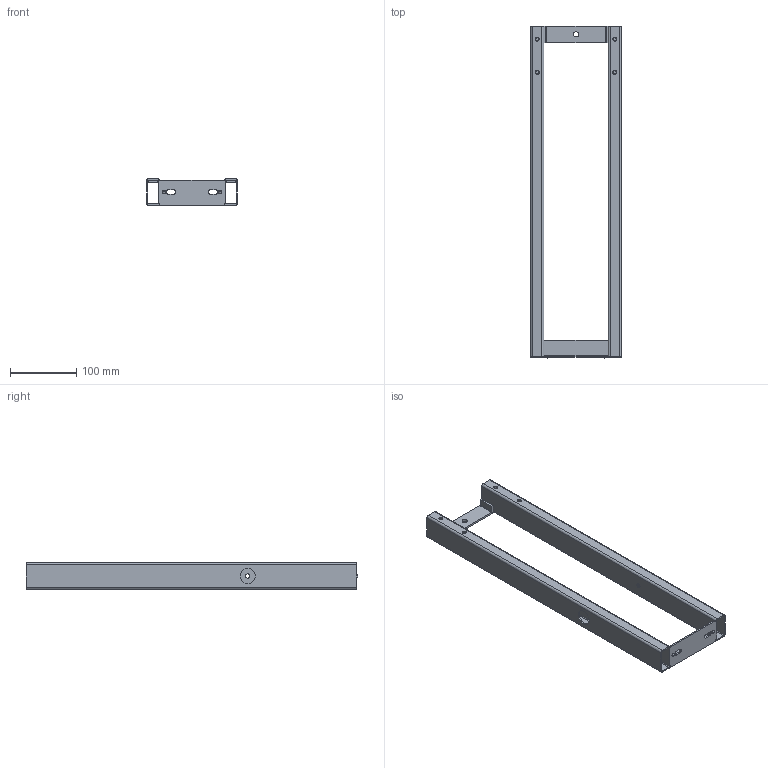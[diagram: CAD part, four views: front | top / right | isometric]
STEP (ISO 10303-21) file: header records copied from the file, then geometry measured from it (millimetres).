
FILE_DESCRIPTION((''),'2;1');
FILE_NAME('JC35TS-0434','2021-01-04T14:21:42',('Administrator'),('捷昌驱动'),'CREO PARAMETRIC BY PTC INC, 2018100','CREO PARAMETRIC BY PTC INC, 2018100','');
FILE_SCHEMA(('CONFIG_CONTROL_DESIGN'));
Length unit declared in the file: millimetre
Products named in the file (1): JC35TS-0434
Bounding box: 137 x 501.5 x 40 mm (x, y, z)
Volume: 241714.7 mm3; surface area: 235384.9 mm2
Topology: 1 solids, 5 shells, 108 faces, 317 edges, 209 vertices
Faces by surface type: cylinder 50, plane 50, sphere 8
Entity records: 3746 total; most frequent: CARTESIAN_POINT 727, DIRECTION 631, ORIENTED_EDGE 602, EDGE_CURVE 309, AXIS2_PLACEMENT_3D 227, VERTEX_POINT 209, VECTOR 177, LINE 177
